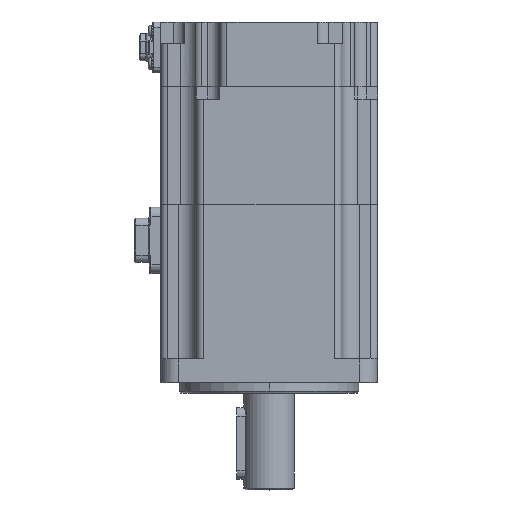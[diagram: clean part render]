
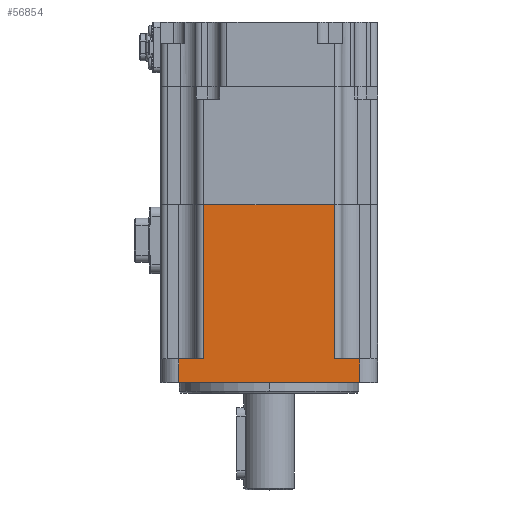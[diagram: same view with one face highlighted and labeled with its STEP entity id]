
A CAD part, top view. The second image highlights one B-rep face of the part: STEP entity #56854.
In plain terms, the highlighted planar face has unit normal (0, 0, 1).
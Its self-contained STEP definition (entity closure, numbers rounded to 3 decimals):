
#36 = DIRECTION ( 'NONE',  ( 0., -1., 0. ) ) ;
#216 = ORIENTED_EDGE ( 'NONE', *, *, #55279, .T. ) ;
#493 = VERTEX_POINT ( 'NONE', #8178 ) ;
#3309 = EDGE_CURVE ( 'NONE', #22111, #493, #22380, .T. ) ;
#3582 = CARTESIAN_POINT ( 'NONE',  ( 0., 6.5, 30.25 ) ) ;
#3740 = CARTESIAN_POINT ( 'NONE',  ( -25.25, 6.5, 30.25 ) ) ;
#4643 = CARTESIAN_POINT ( 'NONE',  ( 30.25, 49.5, 30.25 ) ) ;
#4989 = DIRECTION ( 'NONE',  ( 1., 0., 0. ) ) ;
#6493 = LINE ( 'NONE', #57868, #60988 ) ;
#6568 = CARTESIAN_POINT ( 'NONE',  ( -25.25, 49.5, 30.25 ) ) ;
#7150 = VECTOR ( 'NONE', #49355, 1000. ) ;
#8178 = CARTESIAN_POINT ( 'NONE',  ( -18.25, 6.5, 30.25 ) ) ;
#8241 = CARTESIAN_POINT ( 'NONE',  ( -25.25, 0., 30.25 ) ) ;
#8267 = VERTEX_POINT ( 'NONE', #8241 ) ;
#9425 = AXIS2_PLACEMENT_3D ( 'NONE', #16830, #65635, #36 ) ;
#9492 = VERTEX_POINT ( 'NONE', #45990 ) ;
#9514 = DIRECTION ( 'NONE',  ( 1., 0., 0. ) ) ;
#9550 = LINE ( 'NONE', #4643, #25507 ) ;
#9843 = ORIENTED_EDGE ( 'NONE', *, *, #26070, .F. ) ;
#11121 = VECTOR ( 'NONE', #18522, 1000. ) ;
#12773 = ORIENTED_EDGE ( 'NONE', *, *, #61046, .T. ) ;
#13096 = EDGE_LOOP ( 'NONE', ( #40255, #12773, #40955, #55128, #14976, #216, #9843, #24784 ) ) ;
#13703 = LINE ( 'NONE', #46342, #62786 ) ;
#14426 = LINE ( 'NONE', #3582, #69060 ) ;
#14976 = ORIENTED_EDGE ( 'NONE', *, *, #44072, .F. ) ;
#16830 = CARTESIAN_POINT ( 'NONE',  ( 30.25, 49.5, 30.25 ) ) ;
#17054 = VECTOR ( 'NONE', #28001, 1000. ) ;
#18522 = DIRECTION ( 'NONE',  ( 1., 0., 0. ) ) ;
#22111 = VERTEX_POINT ( 'NONE', #3740 ) ;
#22380 = LINE ( 'NONE', #43795, #17054 ) ;
#22532 = CARTESIAN_POINT ( 'NONE',  ( 25.25, 6.5, 30.25 ) ) ;
#24741 = VECTOR ( 'NONE', #58387, 1000. ) ;
#24784 = ORIENTED_EDGE ( 'NONE', *, *, #33773, .F. ) ;
#24852 = VERTEX_POINT ( 'NONE', #22532 ) ;
#25507 = VECTOR ( 'NONE', #4989, 1000. ) ;
#26070 = EDGE_CURVE ( 'NONE', #34786, #28154, #9550, .T. ) ;
#26784 = LINE ( 'NONE', #48885, #24741 ) ;
#27540 = DIRECTION ( 'NONE',  ( 0., 1., 0. ) ) ;
#28001 = DIRECTION ( 'NONE',  ( 1., 0., 0. ) ) ;
#28154 = VERTEX_POINT ( 'NONE', #35057 ) ;
#30205 = EDGE_CURVE ( 'NONE', #8267, #9492, #55392, .T. ) ;
#32286 = FACE_OUTER_BOUND ( 'NONE', #13096, .T. ) ;
#33773 = EDGE_CURVE ( 'NONE', #493, #34786, #26784, .T. ) ;
#34786 = VERTEX_POINT ( 'NONE', #68420 ) ;
#35057 = CARTESIAN_POINT ( 'NONE',  ( 18.25, 49.5, 30.25 ) ) ;
#36019 = VERTEX_POINT ( 'NONE', #63986 ) ;
#40255 = ORIENTED_EDGE ( 'NONE', *, *, #3309, .F. ) ;
#40955 = ORIENTED_EDGE ( 'NONE', *, *, #30205, .T. ) ;
#43795 = CARTESIAN_POINT ( 'NONE',  ( 0., 6.5, 30.25 ) ) ;
#44072 = EDGE_CURVE ( 'NONE', #36019, #24852, #14426, .T. ) ;
#45990 = CARTESIAN_POINT ( 'NONE',  ( 25.25, 0., 30.25 ) ) ;
#46342 = CARTESIAN_POINT ( 'NONE',  ( 25.25, 49.5, 30.25 ) ) ;
#48677 = EDGE_CURVE ( 'NONE', #9492, #24852, #13703, .T. ) ;
#48885 = CARTESIAN_POINT ( 'NONE',  ( -18.25, 6.5, 30.25 ) ) ;
#49355 = DIRECTION ( 'NONE',  ( 0., -1., 0. ) ) ;
#55128 = ORIENTED_EDGE ( 'NONE', *, *, #48677, .T. ) ;
#55279 = EDGE_CURVE ( 'NONE', #36019, #28154, #6493, .T. ) ;
#55392 = LINE ( 'NONE', #66611, #11121 ) ;
#56854 = ADVANCED_FACE ( 'NONE', ( #32286 ), #64579, .F. ) ;
#57868 = CARTESIAN_POINT ( 'NONE',  ( 18.25, 6.5, 30.25 ) ) ;
#58387 = DIRECTION ( 'NONE',  ( 0., 1., 0. ) ) ;
#59908 = LINE ( 'NONE', #6568, #7150 ) ;
#60988 = VECTOR ( 'NONE', #27540, 1000. ) ;
#61046 = EDGE_CURVE ( 'NONE', #22111, #8267, #59908, .T. ) ;
#62786 = VECTOR ( 'NONE', #67760, 1000. ) ;
#63986 = CARTESIAN_POINT ( 'NONE',  ( 18.25, 6.5, 30.25 ) ) ;
#64579 = PLANE ( 'NONE',  #9425 ) ;
#65635 = DIRECTION ( 'NONE',  ( 0., 0., -1. ) ) ;
#66611 = CARTESIAN_POINT ( 'NONE',  ( 30.25, 0., 30.25 ) ) ;
#67760 = DIRECTION ( 'NONE',  ( 0., 1., 0. ) ) ;
#68420 = CARTESIAN_POINT ( 'NONE',  ( -18.25, 49.5, 30.25 ) ) ;
#69060 = VECTOR ( 'NONE', #9514, 1000. ) ;
